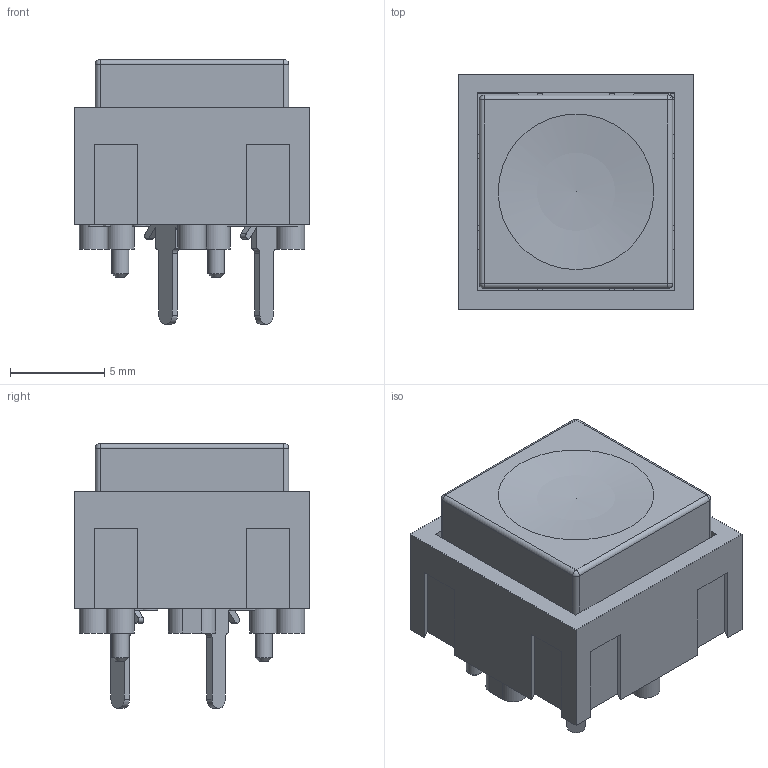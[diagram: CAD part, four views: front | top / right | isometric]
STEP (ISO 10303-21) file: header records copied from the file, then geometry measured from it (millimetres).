
FILE_DESCRIPTION((' '),'2;1');
FILE_NAME('320E11xxx.stp','2017-07-26T10:56:43',(' '),(' '),' ','ACIS',' ');
FILE_SCHEMA(('CONFIG_CONTROL_DESIGN'));
Length unit declared in the file: inch
Products named in the file (3): 320E11xxx.stp; Body1; Body2
Assembly tree (2 placements, depth 2):
  320E11xxx.stp
    Body1
    Body2
Bounding box: 12.45 x 12.45 x 14.05 mm (x, y, z)
Volume: 762.5 mm3; surface area: 1561.2 mm2
Topology: 2 solids, 2 shells, 310 faces, 838 edges, 553 vertices
Faces by surface type: plane 235, cylinder 41, bspline 27, sphere 5, cone 2
Full cylindrical faces by diameter (mm): 0.9 x2, 1.5 x3
Entity records: 10062 total; most frequent: CARTESIAN_POINT 2038, ORIENTED_EDGE 1650, DIRECTION 1432, EDGE_CURVE 825, VECTOR 686, LINE 686, VERTEX_POINT 549, AXIS2_PLACEMENT_3D 373
